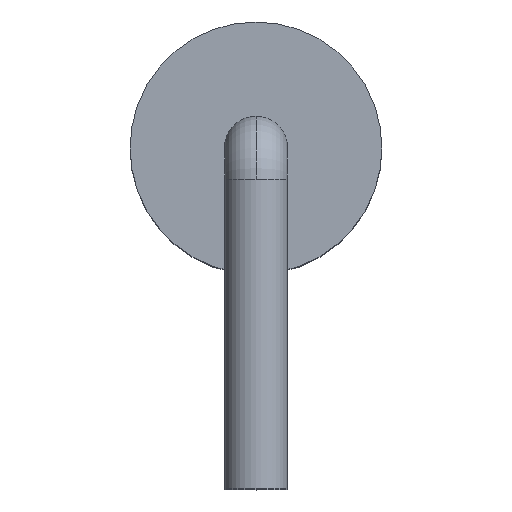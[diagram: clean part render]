
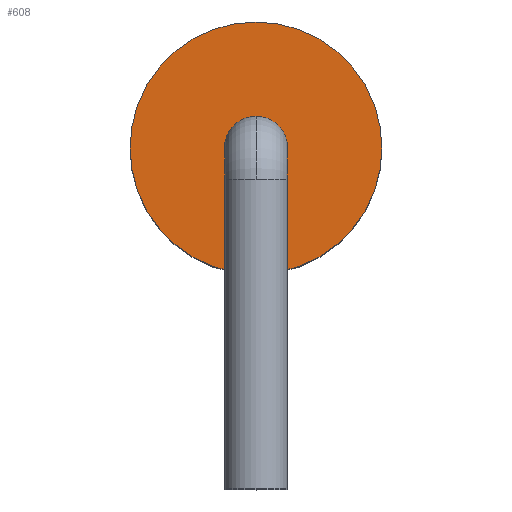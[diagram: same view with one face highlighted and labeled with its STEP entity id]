
A CAD part, top view. The second image highlights one B-rep face of the part: STEP entity #608.
In plain terms, the highlighted planar face has unit normal (0, 0, 1).
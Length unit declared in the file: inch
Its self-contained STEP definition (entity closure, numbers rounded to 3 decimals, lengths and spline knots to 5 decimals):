
#2 = DIRECTION ( 'NONE',  ( 0., 0., -1. ) ) ;
#24 = AXIS2_PLACEMENT_3D ( 'NONE', #527, #2, #587 ) ;
#70 = DIRECTION ( 'NONE',  ( 0., 0., -1. ) ) ;
#74 = ORIENTED_EDGE ( 'NONE', *, *, #791, .T. ) ;
#97 = CIRCLE ( 'NONE', #24, 0.0125 ) ;
#98 = CARTESIAN_POINT ( 'NONE',  ( -0.05, 0., 0.08 ) ) ;
#115 = DIRECTION ( 'NONE',  ( 0., 0., 1. ) ) ;
#174 = CARTESIAN_POINT ( 'NONE',  ( -0.0125, 0., 0.08 ) ) ;
#231 = VERTEX_POINT ( 'NONE', #98 ) ;
#301 = DIRECTION ( 'NONE',  ( -1., 0., 0. ) ) ;
#342 = EDGE_CURVE ( 'NONE', #830, #601, #368, .T. ) ;
#368 = CIRCLE ( 'NONE', #980, 0.0125 ) ;
#391 = DIRECTION ( 'NONE',  ( 0., 0., 1. ) ) ;
#399 = DIRECTION ( 'NONE',  ( -1., 0., 0. ) ) ;
#436 = CIRCLE ( 'NONE', #930, 0.05 ) ;
#438 = VERTEX_POINT ( 'NONE', #534 ) ;
#495 = EDGE_CURVE ( 'NONE', #438, #231, #436, .T. ) ;
#496 = CARTESIAN_POINT ( 'NONE',  ( 0., 0., 0.08 ) ) ;
#527 = CARTESIAN_POINT ( 'NONE',  ( 0., 0., 0.08 ) ) ;
#531 = ORIENTED_EDGE ( 'NONE', *, *, #495, .T. ) ;
#534 = CARTESIAN_POINT ( 'NONE',  ( 0.05, 0., 0.08 ) ) ;
#545 = DIRECTION ( 'NONE',  ( 1., 0., 0. ) ) ;
#561 = ORIENTED_EDGE ( 'NONE', *, *, #568, .T. ) ;
#564 = AXIS2_PLACEMENT_3D ( 'NONE', #777, #115, #545 ) ;
#568 = EDGE_CURVE ( 'NONE', #601, #830, #97, .T. ) ;
#587 = DIRECTION ( 'NONE',  ( -1., 0., 0. ) ) ;
#601 = VERTEX_POINT ( 'NONE', #174 ) ;
#608 = ADVANCED_FACE ( 'NONE', ( #845, #763 ), #1085, .T. ) ;
#679 = EDGE_LOOP ( 'NONE', ( #74, #531 ) ) ;
#714 = CARTESIAN_POINT ( 'NONE',  ( 0., 0., 0.08 ) ) ;
#763 = FACE_OUTER_BOUND ( 'NONE', #679, .T. ) ;
#777 = CARTESIAN_POINT ( 'NONE',  ( 0., 0., 0.08 ) ) ;
#791 = EDGE_CURVE ( 'NONE', #231, #438, #882, .T. ) ;
#830 = VERTEX_POINT ( 'NONE', #965 ) ;
#845 = FACE_BOUND ( 'NONE', #1082, .T. ) ;
#850 = AXIS2_PLACEMENT_3D ( 'NONE', #714, #982, #399 ) ;
#882 = CIRCLE ( 'NONE', #850, 0.05 ) ;
#930 = AXIS2_PLACEMENT_3D ( 'NONE', #967, #391, #301 ) ;
#965 = CARTESIAN_POINT ( 'NONE',  ( 0.0125, 0., 0.08 ) ) ;
#967 = CARTESIAN_POINT ( 'NONE',  ( 0., 0., 0.08 ) ) ;
#980 = AXIS2_PLACEMENT_3D ( 'NONE', #496, #70, #1075 ) ;
#982 = DIRECTION ( 'NONE',  ( 0., 0., 1. ) ) ;
#1007 = ORIENTED_EDGE ( 'NONE', *, *, #342, .T. ) ;
#1075 = DIRECTION ( 'NONE',  ( -1., 0., 0. ) ) ;
#1082 = EDGE_LOOP ( 'NONE', ( #561, #1007 ) ) ;
#1085 = PLANE ( 'NONE',  #564 ) ;
